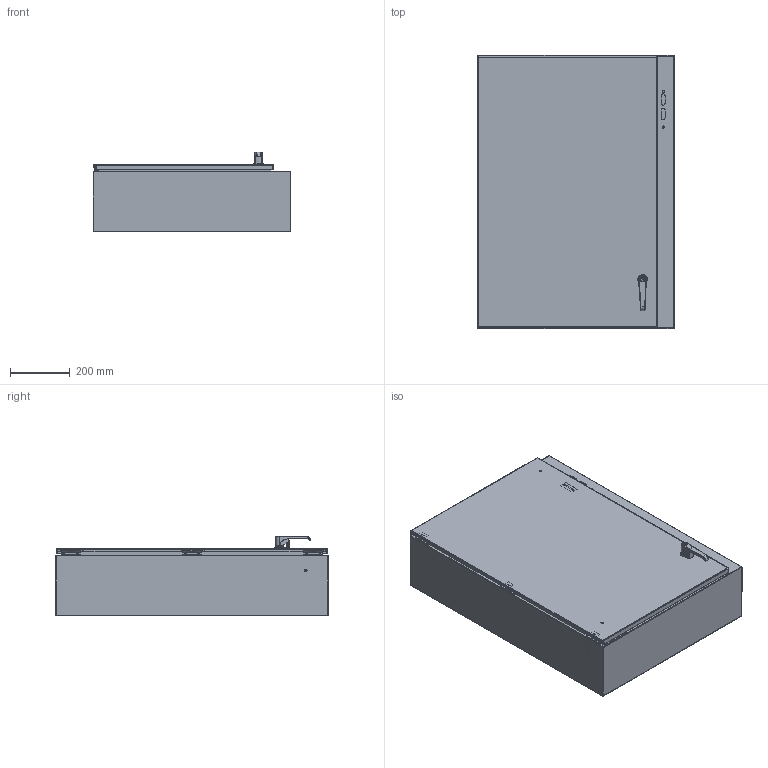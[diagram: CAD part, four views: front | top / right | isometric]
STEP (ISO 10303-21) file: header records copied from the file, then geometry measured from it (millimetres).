
FILE_DESCRIPTION (( 'STEP AP214' ), '1' );
FILE_NAME ('N412362608CD.STEP', '2020-03-05T21:51:47', ( '' ), ( '' ), 'SwSTEP 2.0', 'SolidWorks 2019', '' );
FILE_SCHEMA (( 'AUTOMOTIVE_DESIGN' ));
Length unit declared in the file: inch
Products named in the file (1): N412362608CD
Bounding box: 660.4 x 914.4 x 267 mm (x, y, z)
Volume: 3881844.4 mm3; surface area: 4093488.8 mm2
Topology: 71 solids, 71 shells, 2508 faces, 6099 edges, 3749 vertices
Faces by surface type: plane 937, cylinder 920, cone 328, bspline 301, torus 22
Full cylindrical faces by diameter (mm): 2.362 x6, 2.6 x1, 3.175 x3, 3.317 x102, 3.683 x6, 3.861 x6, 3.962 x5, 4.166 x102, 4.25 x7, 4.366 x6, 4.572 x6, 4.763 x6, 4.775 x2, 4.826 x4, 4.978 x2, 5 x3, 5.1 x1, 5.359 x2, 5.5 x1, 5.6 x1, 5.715 x4, 5.8 x1, 6.35 x16, 6.502 x6, 6.985 x6, 7.144 x2, 7.62 x10, 7.798 x1, 7.938 x2, 8.128 x9
Entity records: 126054 total; most frequent: CARTESIAN_POINT 40637, DIRECTION 10160, ORIENTED_EDGE 10096, EDGE_CURVE 5048, AXIS2_PLACEMENT_3D 3873, EDGE_LOOP 3457, VERTEX_POINT 3455, FACE_OUTER_BOUND 2926
